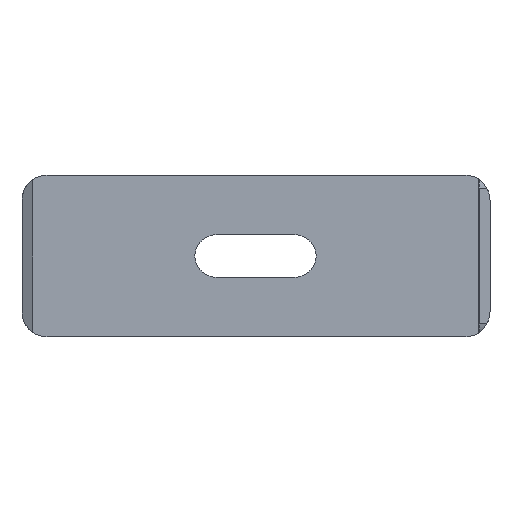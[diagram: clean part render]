
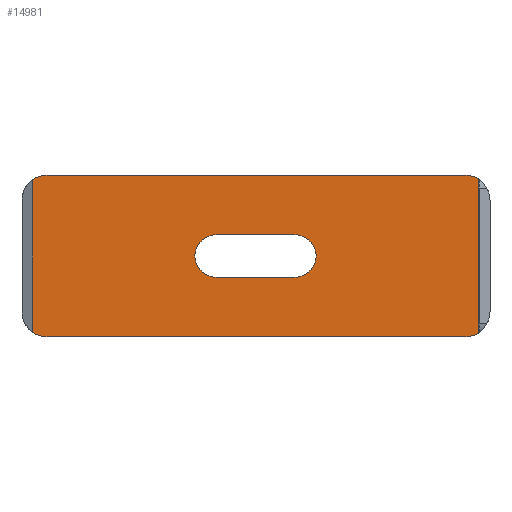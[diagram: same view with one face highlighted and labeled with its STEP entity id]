
A CAD part, front view. The second image highlights one B-rep face of the part: STEP entity #14981.
In plain terms, the highlighted planar face has unit normal (0, -1, 0).
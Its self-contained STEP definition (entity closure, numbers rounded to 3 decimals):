
#3378=DIRECTION('',(0.,0.,-1.));
#3379=VECTOR('',#3378,15.208);
#3380=CARTESIAN_POINT('',(22.05,0.,7.604));
#3381=LINE('',#3380,#3379);
#3386=CARTESIAN_POINT('',(20.7,0.,5.5));
#3387=DIRECTION('',(0.,-1.,0.));
#3388=DIRECTION('',(0.54,0.,0.842));
#3389=AXIS2_PLACEMENT_3D('',#3386,#3387,#3388);
#3391=CARTESIAN_POINT('',(20.7,0.,-5.5));
#3392=DIRECTION('',(0.,-1.,0.));
#3393=DIRECTION('',(0.,0.,-1.));
#3394=AXIS2_PLACEMENT_3D('',#3391,#3392,#3393);
#3396=CARTESIAN_POINT('',(-20.6,0.,-5.5));
#3397=DIRECTION('',(0.,-1.,0.));
#3398=DIRECTION('',(-0.58,0.,-0.815));
#3399=AXIS2_PLACEMENT_3D('',#3396,#3397,#3398);
#3401=CARTESIAN_POINT('',(-20.6,0.,5.5));
#3402=DIRECTION('',(0.,-1.,0.));
#3403=DIRECTION('',(0.,0.,1.));
#3404=AXIS2_PLACEMENT_3D('',#3401,#3402,#3403);
#3406=DIRECTION('',(1.,0.,0.));
#3407=VECTOR('',#3406,7.8);
#3408=CARTESIAN_POINT('',(-3.9,0.,2.1));
#3409=LINE('',#3408,#3407);
#3414=CARTESIAN_POINT('',(3.9,0.,0.));
#3415=DIRECTION('',(0.,1.,0.));
#3416=DIRECTION('',(0.,0.,1.));
#3417=AXIS2_PLACEMENT_3D('',#3414,#3415,#3416);
#3432=DIRECTION('',(-1.,0.,0.));
#3433=VECTOR('',#3432,7.8);
#3434=CARTESIAN_POINT('',(3.9,0.,-2.1));
#3435=LINE('',#3434,#3433);
#3440=CARTESIAN_POINT('',(-3.9,0.,0.));
#3441=DIRECTION('',(0.,1.,0.));
#3442=DIRECTION('',(0.,0.,-1.));
#3443=AXIS2_PLACEMENT_3D('',#3440,#3441,#3442);
#3520=DIRECTION('',(-1.,0.,0.));
#3521=VECTOR('',#3520,41.3);
#3522=CARTESIAN_POINT('',(20.7,0.,8.));
#3523=LINE('',#3522,#3521);
#3665=DIRECTION('',(0.,0.,1.));
#3666=VECTOR('',#3665,15.073);
#3667=CARTESIAN_POINT('',(-22.05,0.,-7.537));
#3668=LINE('',#3667,#3666);
#3669=DIRECTION('',(1.,0.,0.));
#3670=VECTOR('',#3669,41.3);
#3671=CARTESIAN_POINT('',(-20.6,0.,-8.));
#3672=LINE('',#3671,#3670);
#8276=CARTESIAN_POINT('',(-20.6,0.,8.));
#8278=VERTEX_POINT('',#8276);
#8280=CARTESIAN_POINT('',(-22.05,0.,7.537));
#8281=VERTEX_POINT('',#8280);
#8288=CARTESIAN_POINT('',(-22.05,0.,-7.537));
#8289=VERTEX_POINT('',#8288);
#8292=CARTESIAN_POINT('',(22.05,0.,7.604));
#8294=VERTEX_POINT('',#8292);
#8296=CARTESIAN_POINT('',(20.7,0.,8.));
#8297=VERTEX_POINT('',#8296);
#8302=CARTESIAN_POINT('',(22.05,0.,-7.604));
#8303=VERTEX_POINT('',#8302);
#8304=CARTESIAN_POINT('',(20.7,0.,-8.));
#8306=VERTEX_POINT('',#8304);
#8309=CARTESIAN_POINT('',(-20.6,0.,-8.));
#8311=VERTEX_POINT('',#8309);
#9515=CARTESIAN_POINT('',(-3.9,0.,2.1));
#9516=CARTESIAN_POINT('',(3.9,0.,2.1));
#9517=VERTEX_POINT('',#9515);
#9518=VERTEX_POINT('',#9516);
#9519=CARTESIAN_POINT('',(3.9,0.,-2.1));
#9520=CARTESIAN_POINT('',(-3.9,0.,-2.1));
#9521=VERTEX_POINT('',#9519);
#9522=VERTEX_POINT('',#9520);
#14951=CARTESIAN_POINT('',(-27.551,0.,0.));
#14952=DIRECTION('',(0.,-1.,0.));
#14953=DIRECTION('',(-1.,0.,0.));
#14954=AXIS2_PLACEMENT_3D('',#14951,#14952,#14953);
#14955=PLANE('',#14954);
#14957=ORIENTED_EDGE('',*,*,#14956,.F.);
#14958=ORIENTED_EDGE('',*,*,#14917,.F.);
#14959=ORIENTED_EDGE('',*,*,#14943,.T.);
#14960=ORIENTED_EDGE('',*,*,#14009,.F.);
#14962=ORIENTED_EDGE('',*,*,#14961,.F.);
#14964=ORIENTED_EDGE('',*,*,#14963,.F.);
#14966=ORIENTED_EDGE('',*,*,#14965,.T.);
#14968=ORIENTED_EDGE('',*,*,#14967,.F.);
#14969=EDGE_LOOP('',(#14957,#14958,#14959,#14960,#14962,#14964,#14966,#14968));
#14970=FACE_OUTER_BOUND('',#14969,.F.);
#14972=ORIENTED_EDGE('',*,*,#14971,.F.);
#14974=ORIENTED_EDGE('',*,*,#14973,.F.);
#14976=ORIENTED_EDGE('',*,*,#14975,.F.);
#14978=ORIENTED_EDGE('',*,*,#14977,.F.);
#14979=EDGE_LOOP('',(#14972,#14974,#14976,#14978));
#14980=FACE_BOUND('',#14979,.F.);
#14981=ADVANCED_FACE('',(#14970,#14980),#14955,.T.);
#3390=CIRCLE('',#3389,2.5);
#3395=CIRCLE('',#3394,2.5);
#3400=CIRCLE('',#3399,2.5);
#3405=CIRCLE('',#3404,2.5);
#3418=CIRCLE('',#3417,2.1);
#3444=CIRCLE('',#3443,2.1);
#14009=EDGE_CURVE('',#8306,#8303,#3395,.T.);
#14917=EDGE_CURVE('',#8294,#8297,#3390,.T.);
#14943=EDGE_CURVE('',#8294,#8303,#3381,.T.);
#14956=EDGE_CURVE('',#8297,#8278,#3523,.T.);
#14961=EDGE_CURVE('',#8311,#8306,#3672,.T.);
#14963=EDGE_CURVE('',#8289,#8311,#3400,.T.);
#14965=EDGE_CURVE('',#8289,#8281,#3668,.T.);
#14967=EDGE_CURVE('',#8278,#8281,#3405,.T.);
#14971=EDGE_CURVE('',#9517,#9518,#3409,.T.);
#14973=EDGE_CURVE('',#9522,#9517,#3444,.T.);
#14975=EDGE_CURVE('',#9521,#9522,#3435,.T.);
#14977=EDGE_CURVE('',#9518,#9521,#3418,.T.);
